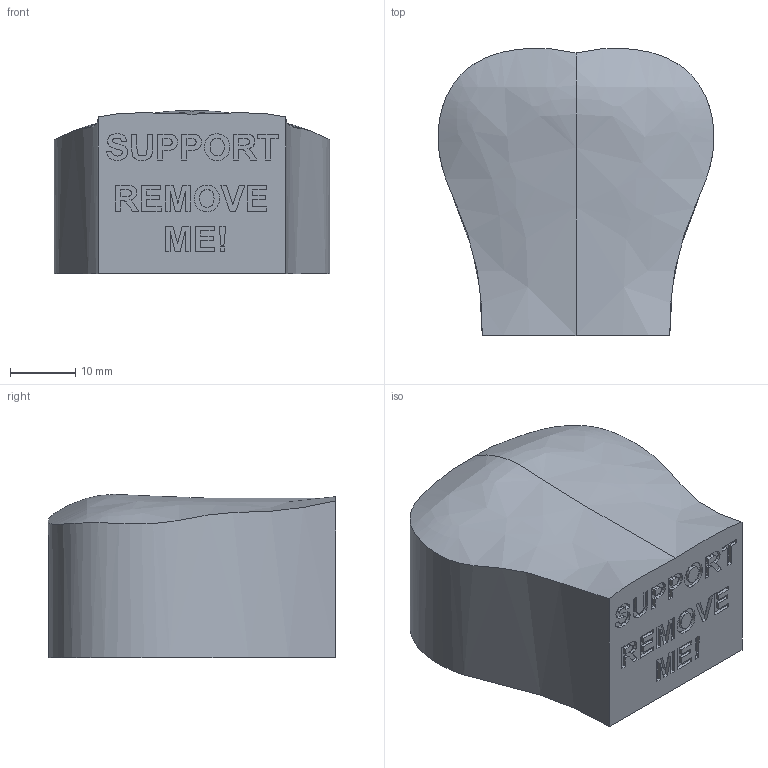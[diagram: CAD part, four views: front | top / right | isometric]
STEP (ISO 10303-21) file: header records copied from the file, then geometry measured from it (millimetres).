
FILE_DESCRIPTION(/* description */ (''),/* implementation_level */ '2;1');
FILE_NAME(/* name */ 'enable_raptor_repaired.stp',/* time_stamp */ '2015-02-18T09:48:21-05:00',/* author */ (''),/* organization */ (''),/* preprocessor_version */ 'ST-DEVELOPER v16',/* originating_system */ 'SIEMENS PLM Software NX 10.0',/* authorisation */ '');
FILE_SCHEMA (('AUTOMOTIVE_DESIGN { 1 0 10303 214 3 1 1 1 }'));
Length unit declared in the file: millimetre
Products named in the file (1): enable_raptor_repaired
Bounding box: 42.17 x 43.95 x 24.97 mm (x, y, z)
Volume: 8891.5 mm3; surface area: 11449 mm2
Topology: 1 solids, 1 shells, 357 faces, 988 edges, 658 vertices
Faces by surface type: plane 201, bspline 156
Entity records: 14866 total; most frequent: CARTESIAN_POINT 6799, ORIENTED_EDGE 1976, DIRECTION 1057, EDGE_CURVE 988, VERTEX_POINT 657, LINE 639, VECTOR 639, EDGE_LOOP 381
